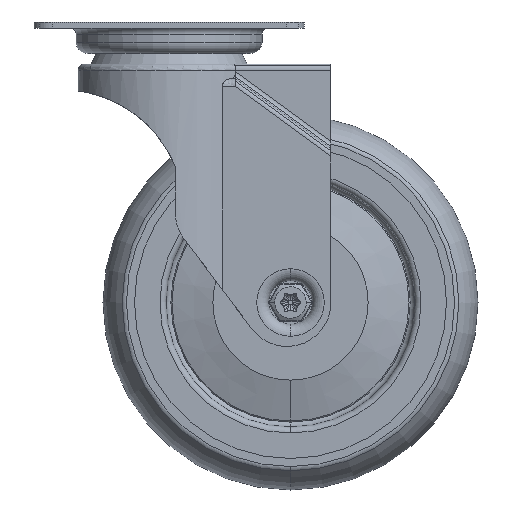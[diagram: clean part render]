
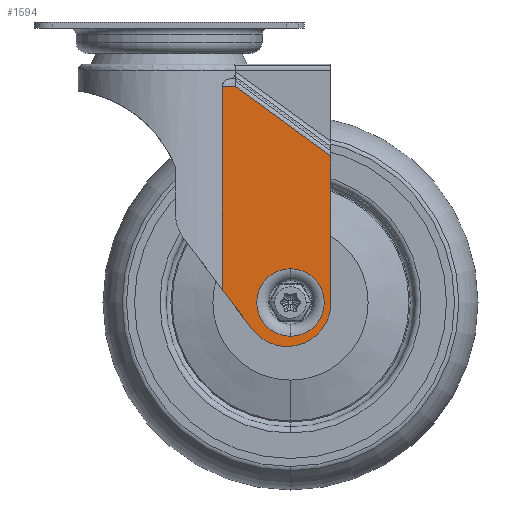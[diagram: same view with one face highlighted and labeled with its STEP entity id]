
A CAD part, front view. The second image highlights one B-rep face of the part: STEP entity #1594.
In plain terms, the highlighted planar face has unit normal (0, -1, 0).
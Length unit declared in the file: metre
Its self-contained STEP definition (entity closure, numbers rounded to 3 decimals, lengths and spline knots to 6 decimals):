
#1594=ADVANCED_FACE('',(#2663,#2664),#2665,.T.);
#2663=FACE_OUTER_BOUND('',#4487,.T.);
#2664=FACE_BOUND('',#4488,.T.);
#2665=PLANE('',#4489);
#4487=EDGE_LOOP('',(#11103,#11104,#11105,#11106,#11107,#11108));
#4488=EDGE_LOOP('',(#11109,#11110,#11111));
#4489=AXIS2_PLACEMENT_3D('',#11112,#11113,#11114);
#11103=ORIENTED_EDGE('',*,*,#17862,.T.);
#11104=ORIENTED_EDGE('',*,*,#17863,.F.);
#11105=ORIENTED_EDGE('',*,*,#17740,.F.);
#11106=ORIENTED_EDGE('',*,*,#17864,.T.);
#11107=ORIENTED_EDGE('',*,*,#17865,.F.);
#11108=ORIENTED_EDGE('',*,*,#17866,.T.);
#11109=ORIENTED_EDGE('',*,*,#17845,.F.);
#11110=ORIENTED_EDGE('',*,*,#17844,.F.);
#11111=ORIENTED_EDGE('',*,*,#17860,.F.);
#11112=CARTESIAN_POINT('',(0.037997,-0.0245,-0.06075));
#11113=DIRECTION('',(0.0,-1.0,-0.0));
#11114=DIRECTION('',(-1.0,0.0,0.));
#17740=EDGE_CURVE('',#19937,#19939,#19940,.T.);
#17844=EDGE_CURVE('',#20136,#20138,#20139,.T.);
#17845=EDGE_CURVE('',#20138,#20130,#20140,.T.);
#17860=EDGE_CURVE('',#20130,#20136,#20165,.T.);
#17862=EDGE_CURVE('',#20167,#20168,#20169,.T.);
#17863=EDGE_CURVE('',#19939,#20168,#20170,.T.);
#17864=EDGE_CURVE('',#19937,#20171,#20172,.T.);
#17865=EDGE_CURVE('',#20173,#20171,#20174,.T.);
#17866=EDGE_CURVE('',#20173,#20167,#20175,.T.);
#19937=VERTEX_POINT('',#23562);
#19939=VERTEX_POINT('',#23564);
#19940=LINE('',#23565,#23566);
#20130=VERTEX_POINT('',#24506);
#20136=VERTEX_POINT('',#24512);
#20138=VERTEX_POINT('',#24514);
#20139=CIRCLE('',#24515,0.01125);
#20140=CIRCLE('',#24516,0.01125);
#20165=CIRCLE('',#24545,0.01125);
#20167=VERTEX_POINT('',#24547);
#20168=VERTEX_POINT('',#24548);
#20169=CIRCLE('',#24549,0.01465);
#20170=LINE('',#24550,#24551);
#20171=VERTEX_POINT('',#24552);
#20172=LINE('',#24553,#24554);
#20173=VERTEX_POINT('',#24555);
#20174=LINE('',#24556,#24557);
#20175=LINE('',#24558,#24559);
#23562=CARTESIAN_POINT('',(0.022244,-0.0245,-0.021476));
#23564=CARTESIAN_POINT('',(0.054,-0.0245,-0.044659));
#23565=CARTESIAN_POINT('',(0.044021,-0.0245,-0.037374));
#23566=VECTOR('',#32352,1.0);
#24506=CARTESIAN_POINT('',(0.0405,-0.0245,-0.08225));
#24512=CARTESIAN_POINT('',(0.0405,-0.0245,-0.10475));
#24514=CARTESIAN_POINT('',(0.05175,-0.0245,-0.0935));
#24515=AXIS2_PLACEMENT_3D('',#32518,#32519,#32520);
#24516=AXIS2_PLACEMENT_3D('',#32521,#32522,#32523);
#24545=AXIS2_PLACEMENT_3D('',#32558,#32559,#32560);
#24547=CARTESIAN_POINT('',(0.027486,-0.0245,-0.102095));
#24548=CARTESIAN_POINT('',(0.054,-0.0245,-0.0935));
#24549=AXIS2_PLACEMENT_3D('',#32564,#32565,#32566);
#24550=CARTESIAN_POINT('',(0.054,-0.0245,-0.06775));
#24551=VECTOR('',#32567,1.0);
#24552=CARTESIAN_POINT('',(0.017743,-0.0245,-0.021476));
#24553=CARTESIAN_POINT('',(0.022244,-0.0245,-0.021476));
#24554=VECTOR('',#32568,1.0);
#24555=CARTESIAN_POINT('',(0.017743,-0.0245,-0.089125));
#24556=CARTESIAN_POINT('',(0.017743,-0.0245,-0.064488));
#24557=VECTOR('',#32569,1.0);
#24558=CARTESIAN_POINT('',(0.013146,-0.0245,-0.083005));
#24559=VECTOR('',#32570,1.0);
#32352=DIRECTION('',(0.808,0.0,-0.59));
#32518=CARTESIAN_POINT('',(0.0405,-0.0245,-0.0935));
#32519=DIRECTION('',(-0.0,-1.0,-0.0));
#32520=DIRECTION('',(-1.0,0.0,0.0));
#32521=CARTESIAN_POINT('',(0.0405,-0.0245,-0.0935));
#32522=DIRECTION('',(-0.0,-1.0,-0.0));
#32523=DIRECTION('',(-1.0,0.0,0.0));
#32558=CARTESIAN_POINT('',(0.0405,-0.0245,-0.0935));
#32559=DIRECTION('',(-0.0,-1.0,-0.0));
#32560=DIRECTION('',(-1.0,0.0,0.0));
#32564=CARTESIAN_POINT('',(0.03935,-0.0245,-0.0935));
#32565=DIRECTION('',(-0.0,-1.0,-0.0));
#32566=DIRECTION('',(-1.0,0.0,0.0));
#32567=DIRECTION('',(0.0,0.0,-1.0));
#32568=DIRECTION('',(-1.0,0.0,0.));
#32569=DIRECTION('',(0.,-0.0,1.0));
#32570=DIRECTION('',(0.601,0.0,-0.8));
